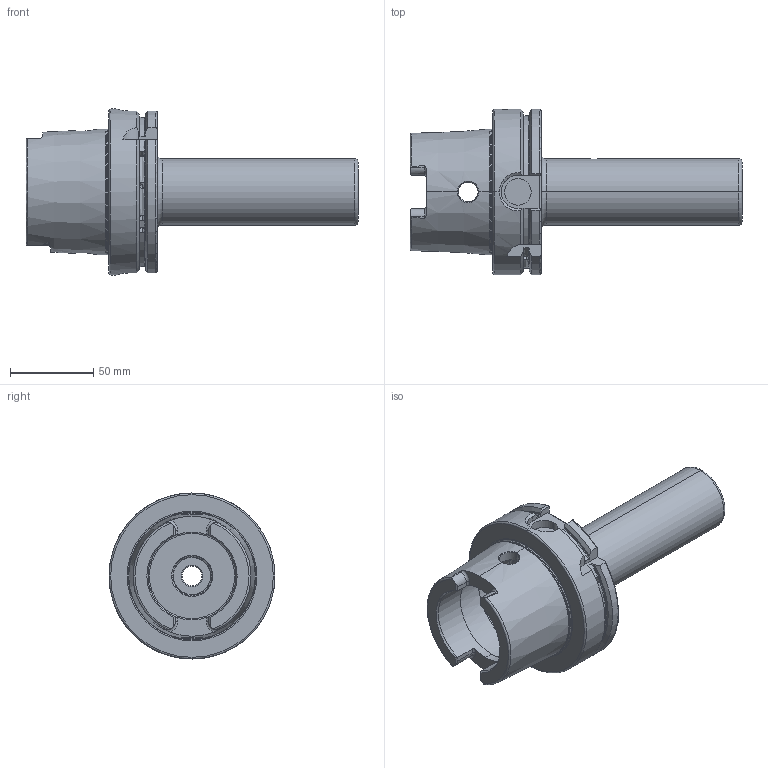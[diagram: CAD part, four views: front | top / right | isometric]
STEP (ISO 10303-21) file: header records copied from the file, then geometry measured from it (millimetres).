
FILE_DESCRIPTION (( 'STEP AP203' ), '1' );
FILE_NAME ('A100.08.03.STEP', '2016-10-12T02:20:10', ( '' ), ( '' ), 'SwSTEP 2.0', 'SolidWorks 2012', '' );
FILE_SCHEMA (( 'CONFIG_CONTROL_DESIGN' ));
Products named in the file (1): A100.08.03
Bounding box: 200 x 100 x 100 mm (x, y, z)
Volume: 363986.8 mm3; surface area: 74308.4 mm2
Topology: 1 solids, 1 shells, 258 faces, 713 edges, 451 vertices
Faces by surface type: cylinder 93, plane 48, bspline 42, torus 38, cone 37
Entity records: 51457 total; most frequent: CARTESIAN_POINT 45596, ORIENTED_EDGE 1406, DIRECTION 996, EDGE_CURVE 703, VERTEX_POINT 451, AXIS2_PLACEMENT_3D 405, EDGE_LOOP 272, FACE_OUTER_BOUND 258
